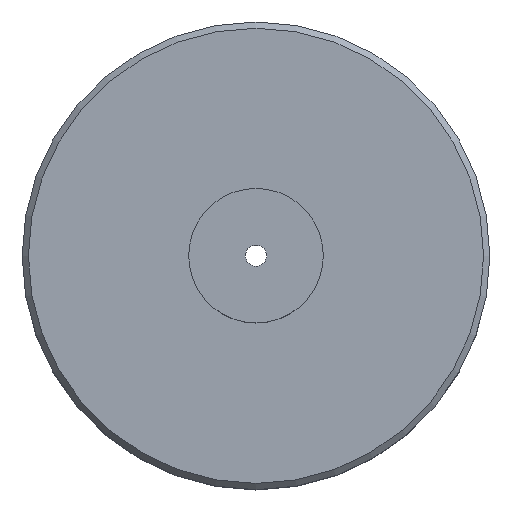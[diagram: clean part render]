
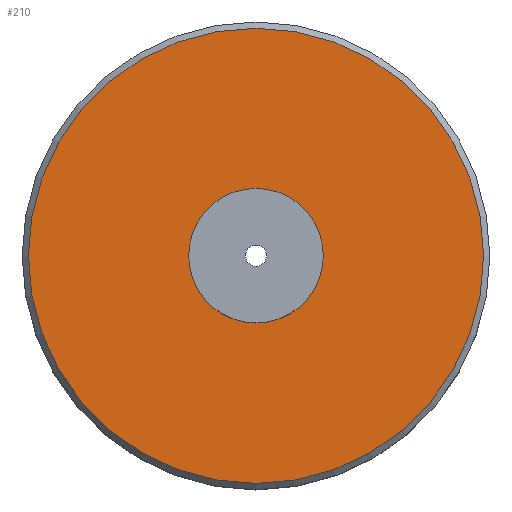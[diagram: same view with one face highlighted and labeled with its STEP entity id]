
A CAD part, top view. The second image highlights one B-rep face of the part: STEP entity #210.
In plain terms, the highlighted planar face has unit normal (0, 0, 1).
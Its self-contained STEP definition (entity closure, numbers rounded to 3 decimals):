
#21=FACE_BOUND('',#53,.T.);
#26=PLANE('',#246);
#35=FACE_OUTER_BOUND('',#52,.T.);
#52=EDGE_LOOP('',(#164));
#53=EDGE_LOOP('',(#165));
#87=CIRCLE('',#243,5.215);
#89=CIRCLE('',#247,18.2);
#105=VERTEX_POINT('',#361);
#107=VERTEX_POINT('',#369);
#124=EDGE_CURVE('',#105,#105,#87,.T.);
#128=EDGE_CURVE('',#107,#107,#89,.T.);
#164=ORIENTED_EDGE('',*,*,#128,.F.);
#165=ORIENTED_EDGE('',*,*,#124,.F.);
#210=ADVANCED_FACE('',(#35,#21),#26,.T.);
#243=AXIS2_PLACEMENT_3D('',#362,#290,#291);
#246=AXIS2_PLACEMENT_3D('',#368,#298,#299);
#247=AXIS2_PLACEMENT_3D('',#370,#300,#301);
#290=DIRECTION('center_axis',(0.,0.,1.));
#291=DIRECTION('ref_axis',(-1.,0.,0.));
#298=DIRECTION('center_axis',(0.,0.,1.));
#299=DIRECTION('ref_axis',(1.,0.,0.));
#300=DIRECTION('center_axis',(0.,0.,-1.));
#301=DIRECTION('ref_axis',(1.,0.,0.));
#361=CARTESIAN_POINT('',(5.215,0.,13.94));
#362=CARTESIAN_POINT('Origin',(0.,0.,13.94));
#368=CARTESIAN_POINT('Origin',(0.,0.,13.94));
#369=CARTESIAN_POINT('',(-18.2,0.,13.94));
#370=CARTESIAN_POINT('Origin',(0.,0.,13.94));
